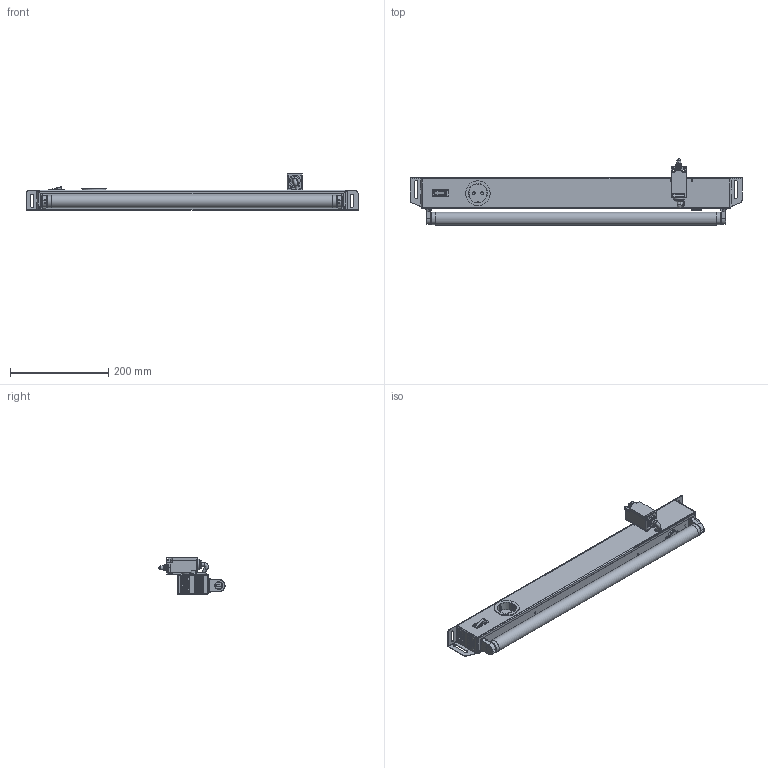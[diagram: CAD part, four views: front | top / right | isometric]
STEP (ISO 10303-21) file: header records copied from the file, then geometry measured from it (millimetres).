
FILE_DESCRIPTION(/* description */ (''),/* implementation_level */ '2;1');
FILE_NAME(/* name */ '01-003-00003_LL18-SK.stp',/* time_stamp */ '2014-12-03T14:35:48+01:00',/* author */ ('tp'),/* organization */ (''),/* preprocessor_version */ 'ST-DEVELOPER v15.2',/* originating_system */ 'Autodesk Inventor 2014',/* authorisation */ '');
FILE_SCHEMA (('AUTOMOTIVE_DESIGN { 1 0 10303 214 3 1 1 }'));
Products named in the file (1): 01-003-00003_LL18-SK_Shrinkwrap_1
Bounding box: 675 x 134.44 x 74.8 mm (x, y, z)
Surface area: 405794.9 mm2 (no closed solid volume)
Topology: 0 solids, 18 shells, 3289 faces, 9268 edges, 5937 vertices
Faces by surface type: plane 2447, cylinder 652, bspline 85, cone 79, sphere 24, torus 2
Full cylindrical faces by diameter (mm): 1.9 x5, 2.3 x4, 3 x2, 3.3 x2, 3.5 x5, 4 x2, 4.3 x2, 5.9 x6, 7 x2, 11.2 x1, 22 x1, 25.5 x2, 26 x1, 50 x1
Entity records: 111247 total; most frequent: CARTESIAN_POINT 22256, ORIENTED_EDGE 18150, DIRECTION 17089, EDGE_CURVE 9181, LINE 7417, VECTOR 7417, VERTEX_POINT 5924, AXIS2_PLACEMENT_3D 4836
